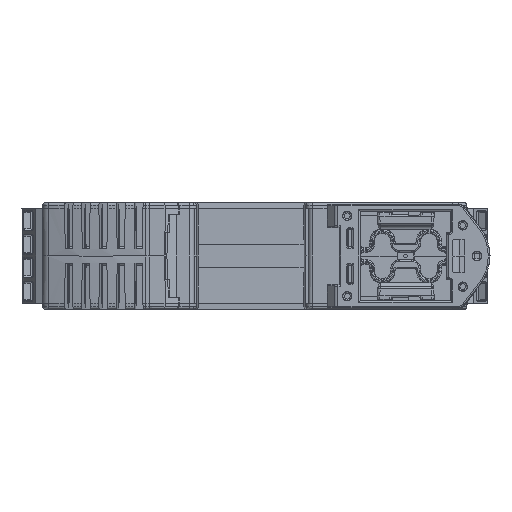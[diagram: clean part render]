
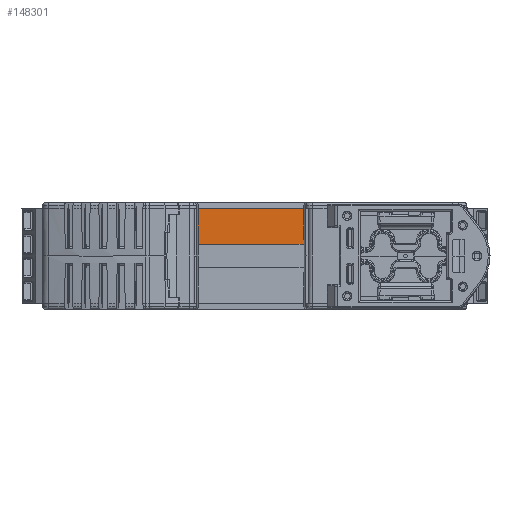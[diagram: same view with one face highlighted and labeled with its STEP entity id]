
A CAD part, left-side view. The second image highlights one B-rep face of the part: STEP entity #148301.
In plain terms, the highlighted planar face has unit normal (-1, 0, -0.009).
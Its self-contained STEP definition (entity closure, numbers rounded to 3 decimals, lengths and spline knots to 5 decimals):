
#7438 = VECTOR ( 'NONE', #153834, 39.37008 ) ;
#8281 = DIRECTION ( 'NONE',  ( 0.009, 0., -1. ) ) ;
#10922 = CARTESIAN_POINT ( 'NONE',  ( -1.82813, -0.41141, 0.09816 ) ) ;
#27006 = VECTOR ( 'NONE', #40199, 39.37008 ) ;
#32220 = VECTOR ( 'NONE', #45197, 39.37008 ) ;
#35227 = ORIENTED_EDGE ( 'NONE', *, *, #172126, .F. ) ;
#35482 = PLANE ( 'NONE',  #169675 ) ;
#37650 = ORIENTED_EDGE ( 'NONE', *, *, #143360, .F. ) ;
#38322 = CARTESIAN_POINT ( 'NONE',  ( -1.82813, 0.47106, 0.09816 ) ) ;
#40199 = DIRECTION ( 'NONE',  ( 0., 1., 0. ) ) ;
#45197 = DIRECTION ( 'NONE',  ( -0.009, -0.008, 1. ) ) ;
#49097 = CARTESIAN_POINT ( 'NONE',  ( -1.83071, 0.4688, 0.3937 ) ) ;
#49628 = VERTEX_POINT ( 'NONE', #38322 ) ;
#57486 = CARTESIAN_POINT ( 'NONE',  ( -1.83071, 0.4688, 0.3937 ) ) ;
#63736 = ORIENTED_EDGE ( 'NONE', *, *, #80480, .F. ) ;
#64313 = VERTEX_POINT ( 'NONE', #57486 ) ;
#68380 = ORIENTED_EDGE ( 'NONE', *, *, #163704, .F. ) ;
#71353 = LINE ( 'NONE', #99403, #7438 ) ;
#76417 = VECTOR ( 'NONE', #123376, 39.37008 ) ;
#80480 = EDGE_CURVE ( 'NONE', #49628, #64313, #153130, .T. ) ;
#89902 = DIRECTION ( 'NONE',  ( -1., 0., -0.009 ) ) ;
#95578 = CARTESIAN_POINT ( 'NONE',  ( -1.83071, -0.40915, 0.3937 ) ) ;
#96517 = VERTEX_POINT ( 'NONE', #95578 ) ;
#99403 = CARTESIAN_POINT ( 'NONE',  ( -1.83071, 0.4688, 0.3937 ) ) ;
#109135 = LINE ( 'NONE', #164462, #27006 ) ;
#111526 = LINE ( 'NONE', #178678, #76417 ) ;
#123376 = DIRECTION ( 'NONE',  ( 0.009, -0.008, -1. ) ) ;
#140989 = VERTEX_POINT ( 'NONE', #10922 ) ;
#143360 = EDGE_CURVE ( 'NONE', #140989, #49628, #109135, .T. ) ;
#146077 = FACE_OUTER_BOUND ( 'NONE', #162364, .T. ) ;
#148301 = ADVANCED_FACE ( 'NONE', ( #146077 ), #35482, .T. ) ;
#153130 = LINE ( 'NONE', #154907, #32220 ) ;
#153834 = DIRECTION ( 'NONE',  ( 0., -1., 0. ) ) ;
#154907 = CARTESIAN_POINT ( 'NONE',  ( -1.82727, 0.47181, 0. ) ) ;
#162364 = EDGE_LOOP ( 'NONE', ( #37650, #68380, #35227, #63736 ) ) ;
#163704 = EDGE_CURVE ( 'NONE', #96517, #140989, #111526, .T. ) ;
#164462 = CARTESIAN_POINT ( 'NONE',  ( -1.82813, 0.4688, 0.09816 ) ) ;
#169675 = AXIS2_PLACEMENT_3D ( 'NONE', #49097, #89902, #8281 ) ;
#172126 = EDGE_CURVE ( 'NONE', #64313, #96517, #71353, .T. ) ;
#178678 = CARTESIAN_POINT ( 'NONE',  ( -1.83071, -0.40915, 0.3937 ) ) ;
